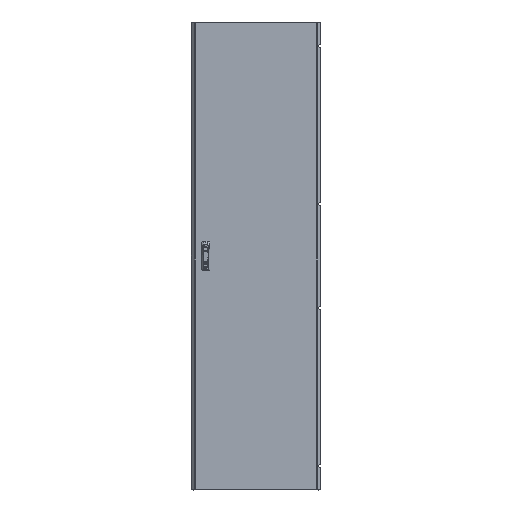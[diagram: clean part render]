
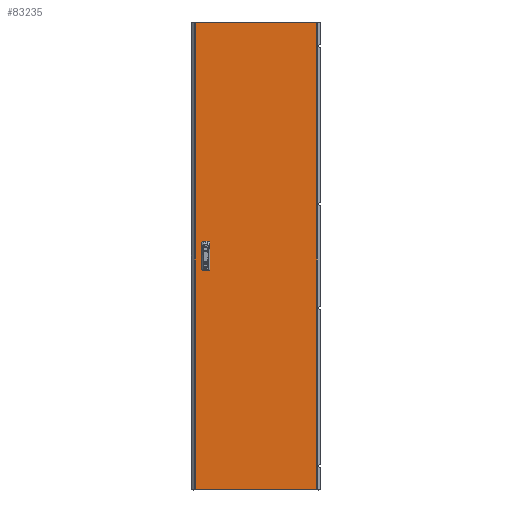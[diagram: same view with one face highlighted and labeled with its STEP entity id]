
A CAD part, top view. The second image highlights one B-rep face of the part: STEP entity #83235.
In plain terms, the highlighted planar face has unit normal (0, 0, 1).
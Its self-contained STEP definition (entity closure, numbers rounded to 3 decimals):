
#349 = CARTESIAN_POINT ( 'NONE',  ( -217.5, 12.5, 0. ) ) ;
#1122 = EDGE_LOOP ( 'NONE', ( #80261, #114435, #122575, #113051 ) ) ;
#4608 = EDGE_CURVE ( 'NONE', #9779, #51954, #82743, .T. ) ;
#4711 = EDGE_CURVE ( 'NONE', #58984, #89016, #138993, .T. ) ;
#4899 = LINE ( 'NONE', #56941, #138220 ) ;
#4918 = EDGE_CURVE ( 'NONE', #19460, #93098, #44060, .T. ) ;
#8660 = CARTESIAN_POINT ( 'NONE',  ( -242.5, 12.5, 0. ) ) ;
#9214 = DIRECTION ( 'NONE',  ( 1., 0., 0. ) ) ;
#9779 = VERTEX_POINT ( 'NONE', #32916 ) ;
#9914 = LINE ( 'NONE', #106808, #15441 ) ;
#10497 = CARTESIAN_POINT ( 'NONE',  ( -277.875, -1069.5, 0. ) ) ;
#14184 = VECTOR ( 'NONE', #22258, 1000. ) ;
#14915 = VERTEX_POINT ( 'NONE', #28637 ) ;
#15256 = CARTESIAN_POINT ( 'NONE',  ( -277.875, -1069.5, 0. ) ) ;
#15441 = VECTOR ( 'NONE', #9214, 1000. ) ;
#19460 = VERTEX_POINT ( 'NONE', #67380 ) ;
#21448 = VECTOR ( 'NONE', #97257, 1000. ) ;
#22210 = VERTEX_POINT ( 'NONE', #38188 ) ;
#22258 = DIRECTION ( 'NONE',  ( 0., -1., 0. ) ) ;
#23484 = CARTESIAN_POINT ( 'NONE',  ( -242.5, -12.5, 0. ) ) ;
#26515 = EDGE_LOOP ( 'NONE', ( #81912, #52110, #74735, #64374 ) ) ;
#26839 = VECTOR ( 'NONE', #97491, 1000. ) ;
#28556 = CARTESIAN_POINT ( 'NONE',  ( -217.5, 12.5, 0. ) ) ;
#28637 = CARTESIAN_POINT ( 'NONE',  ( -242.5, -12.5, 0. ) ) ;
#29088 = VECTOR ( 'NONE', #50713, 1000. ) ;
#31412 = DIRECTION ( 'NONE',  ( 0., 1., 0. ) ) ;
#32141 = DIRECTION ( 'NONE',  ( -1., 0., 0. ) ) ;
#32916 = CARTESIAN_POINT ( 'NONE',  ( -242.5, 62.5, 0. ) ) ;
#36331 = ORIENTED_EDGE ( 'NONE', *, *, #135291, .F. ) ;
#38188 = CARTESIAN_POINT ( 'NONE',  ( -242.5, -62.5, 0. ) ) ;
#38979 = CARTESIAN_POINT ( 'NONE',  ( 0., 0., 0. ) ) ;
#39091 = VERTEX_POINT ( 'NONE', #28556 ) ;
#40036 = CARTESIAN_POINT ( 'NONE',  ( -217.5, -62.5, 0. ) ) ;
#41816 = VECTOR ( 'NONE', #64245, 1000. ) ;
#41885 = LINE ( 'NONE', #10497, #60643 ) ;
#43676 = ORIENTED_EDGE ( 'NONE', *, *, #137174, .F. ) ;
#44060 = LINE ( 'NONE', #76821, #26839 ) ;
#44111 = CARTESIAN_POINT ( 'NONE',  ( -242.5, 12.5, 0. ) ) ;
#45165 = CARTESIAN_POINT ( 'NONE',  ( -242.5, -62.5, 0. ) ) ;
#45534 = EDGE_CURVE ( 'NONE', #89016, #14915, #130356, .T. ) ;
#47688 = EDGE_CURVE ( 'NONE', #96249, #104836, #41885, .T. ) ;
#49335 = VECTOR ( 'NONE', #99290, 1000. ) ;
#50713 = DIRECTION ( 'NONE',  ( 0., -1., 0. ) ) ;
#51954 = VERTEX_POINT ( 'NONE', #44111 ) ;
#52110 = ORIENTED_EDGE ( 'NONE', *, *, #115867, .T. ) ;
#53965 = DIRECTION ( 'NONE',  ( 0., -1., 0. ) ) ;
#54266 = CARTESIAN_POINT ( 'NONE',  ( -242.5, 62.5, 0. ) ) ;
#55763 = LINE ( 'NONE', #107071, #14184 ) ;
#56941 = CARTESIAN_POINT ( 'NONE',  ( -242.5, 12.5, 0. ) ) ;
#58362 = DIRECTION ( 'NONE',  ( 1., 0., 0. ) ) ;
#58984 = VERTEX_POINT ( 'NONE', #124712 ) ;
#60643 = VECTOR ( 'NONE', #53965, 1000. ) ;
#61448 = CARTESIAN_POINT ( 'NONE',  ( -277.875, 1069.5, 0. ) ) ;
#64245 = DIRECTION ( 'NONE',  ( -1., 0., 0. ) ) ;
#64374 = ORIENTED_EDGE ( 'NONE', *, *, #101851, .T. ) ;
#66210 = EDGE_CURVE ( 'NONE', #14915, #22210, #55763, .T. ) ;
#66954 = EDGE_LOOP ( 'NONE', ( #43676, #36331, #127709, #124242 ) ) ;
#67380 = CARTESIAN_POINT ( 'NONE',  ( 277.875, -1069.5, 0. ) ) ;
#71438 = CARTESIAN_POINT ( 'NONE',  ( -217.5, 62.5, 0. ) ) ;
#72241 = CARTESIAN_POINT ( 'NONE',  ( -277.875, 1069.5, 0. ) ) ;
#72694 = CARTESIAN_POINT ( 'NONE',  ( -217.5, -12.5, 0. ) ) ;
#74228 = LINE ( 'NONE', #61448, #41816 ) ;
#74735 = ORIENTED_EDGE ( 'NONE', *, *, #47688, .T. ) ;
#76821 = CARTESIAN_POINT ( 'NONE',  ( 277.875, -1069.5, 0. ) ) ;
#80261 = ORIENTED_EDGE ( 'NONE', *, *, #45534, .F. ) ;
#80307 = VERTEX_POINT ( 'NONE', #71438 ) ;
#80653 = AXIS2_PLACEMENT_3D ( 'NONE', #38979, #127259, #116578 ) ;
#81912 = ORIENTED_EDGE ( 'NONE', *, *, #4918, .T. ) ;
#82743 = LINE ( 'NONE', #8660, #29088 ) ;
#83235 = ADVANCED_FACE ( 'NONE', ( #137260, #136548, #104507 ), #84527, .F. ) ;
#84527 = PLANE ( 'NONE',  #80653 ) ;
#89016 = VERTEX_POINT ( 'NONE', #72694 ) ;
#93098 = VERTEX_POINT ( 'NONE', #100796 ) ;
#96249 = VERTEX_POINT ( 'NONE', #72241 ) ;
#96302 = LINE ( 'NONE', #54266, #128619 ) ;
#97257 = DIRECTION ( 'NONE',  ( 0., 1., 0. ) ) ;
#97491 = DIRECTION ( 'NONE',  ( 0., 1., 0. ) ) ;
#99290 = DIRECTION ( 'NONE',  ( 1., 0., 0. ) ) ;
#100796 = CARTESIAN_POINT ( 'NONE',  ( 277.875, 1069.5, 0. ) ) ;
#101851 = EDGE_CURVE ( 'NONE', #104836, #19460, #9914, .T. ) ;
#104507 = FACE_OUTER_BOUND ( 'NONE', #26515, .T. ) ;
#104836 = VERTEX_POINT ( 'NONE', #15256 ) ;
#106808 = CARTESIAN_POINT ( 'NONE',  ( -277.875, -1069.5, 0. ) ) ;
#107071 = CARTESIAN_POINT ( 'NONE',  ( -242.5, -62.5, 0. ) ) ;
#113051 = ORIENTED_EDGE ( 'NONE', *, *, #66210, .F. ) ;
#114435 = ORIENTED_EDGE ( 'NONE', *, *, #4711, .F. ) ;
#115749 = LINE ( 'NONE', #45165, #49335 ) ;
#115867 = EDGE_CURVE ( 'NONE', #93098, #96249, #74228, .T. ) ;
#116578 = DIRECTION ( 'NONE',  ( -1., 0., 0. ) ) ;
#119361 = VECTOR ( 'NONE', #132467, 1000. ) ;
#119996 = LINE ( 'NONE', #349, #21448 ) ;
#120096 = EDGE_CURVE ( 'NONE', #22210, #58984, #115749, .T. ) ;
#122575 = ORIENTED_EDGE ( 'NONE', *, *, #120096, .F. ) ;
#124242 = ORIENTED_EDGE ( 'NONE', *, *, #4608, .F. ) ;
#124712 = CARTESIAN_POINT ( 'NONE',  ( -217.5, -62.5, 0. ) ) ;
#127259 = DIRECTION ( 'NONE',  ( 0., 0., -1. ) ) ;
#127709 = ORIENTED_EDGE ( 'NONE', *, *, #139754, .F. ) ;
#128619 = VECTOR ( 'NONE', #32141, 1000. ) ;
#130356 = LINE ( 'NONE', #23484, #119361 ) ;
#132467 = DIRECTION ( 'NONE',  ( -1., 0., 0. ) ) ;
#135291 = EDGE_CURVE ( 'NONE', #39091, #80307, #119996, .T. ) ;
#136548 = FACE_BOUND ( 'NONE', #1122, .T. ) ;
#137174 = EDGE_CURVE ( 'NONE', #80307, #9779, #96302, .T. ) ;
#137260 = FACE_BOUND ( 'NONE', #66954, .T. ) ;
#138220 = VECTOR ( 'NONE', #58362, 1000. ) ;
#138993 = LINE ( 'NONE', #40036, #140557 ) ;
#139754 = EDGE_CURVE ( 'NONE', #51954, #39091, #4899, .T. ) ;
#140557 = VECTOR ( 'NONE', #31412, 1000. ) ;
